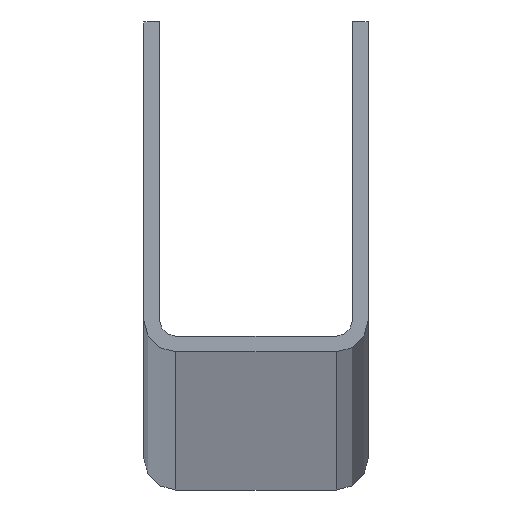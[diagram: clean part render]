
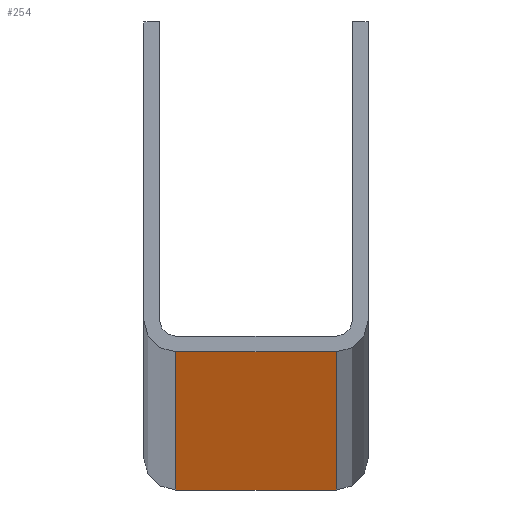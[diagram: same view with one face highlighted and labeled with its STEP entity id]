
A CAD part, top view. The second image highlights one B-rep face of the part: STEP entity #254.
In plain terms, the highlighted planar face has unit normal (0, -1, 0).
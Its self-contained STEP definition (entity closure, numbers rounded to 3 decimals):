
#15=PLANE('',#290);
#26=FACE_OUTER_BOUND('',#40,.T.);
#40=EDGE_LOOP('',(#181,#182,#183,#184));
#53=LINE('',#389,#81);
#55=LINE('',#395,#83);
#56=LINE('',#397,#84);
#57=LINE('',#398,#85);
#81=VECTOR('',#315,10.);
#83=VECTOR('',#321,10.);
#84=VECTOR('',#322,10.);
#85=VECTOR('',#323,10.);
#118=VERTEX_POINT('',#386);
#119=VERTEX_POINT('',#388);
#121=VERTEX_POINT('',#394);
#122=VERTEX_POINT('',#396);
#142=EDGE_CURVE('',#118,#119,#53,.T.);
#145=EDGE_CURVE('',#121,#118,#55,.T.);
#146=EDGE_CURVE('',#122,#121,#56,.T.);
#147=EDGE_CURVE('',#122,#119,#57,.T.);
#181=ORIENTED_EDGE('',*,*,#142,.F.);
#182=ORIENTED_EDGE('',*,*,#145,.F.);
#183=ORIENTED_EDGE('',*,*,#146,.F.);
#184=ORIENTED_EDGE('',*,*,#147,.T.);
#254=ADVANCED_FACE('',(#26),#15,.T.);
#290=AXIS2_PLACEMENT_3D('',#393,#319,#320);
#315=DIRECTION('',(0.,0.,-1.));
#319=DIRECTION('center_axis',(0.,-1.,0.));
#320=DIRECTION('ref_axis',(0.,0.,-1.));
#321=DIRECTION('',(1.,0.,0.));
#322=DIRECTION('',(0.,0.,1.));
#323=DIRECTION('',(1.,0.,0.));
#386=CARTESIAN_POINT('',(6.1,0.,6000.));
#388=CARTESIAN_POINT('',(6.1,0.,0.));
#389=CARTESIAN_POINT('',(6.1,0.,0.));
#393=CARTESIAN_POINT('Origin',(8.5,0.,0.));
#394=CARTESIAN_POINT('',(-6.1,0.,6000.));
#395=CARTESIAN_POINT('',(0.,0.,6000.));
#396=CARTESIAN_POINT('',(-6.1,0.,0.));
#397=CARTESIAN_POINT('',(-6.1,0.,0.));
#398=CARTESIAN_POINT('',(0.,0.,0.));
